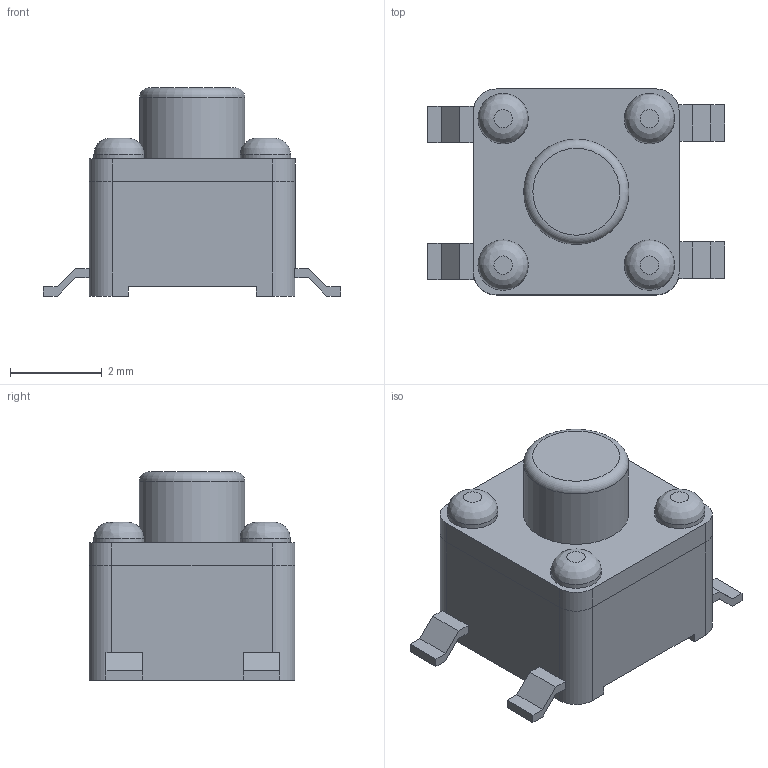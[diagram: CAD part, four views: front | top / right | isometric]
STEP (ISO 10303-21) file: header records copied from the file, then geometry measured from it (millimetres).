
FILE_DESCRIPTION(/* description */ (''),/* implementation_level */ '2;1');
FILE_NAME(/* name */ 'Tac Switch_4.5mm_H4.3mm.step',/* time_stamp */ '2024-10-15T11:44:34+06:00',/* author */ (''),/* organization */ (''),/* preprocessor_version */ 'ST-DEVELOPER v20',/* originating_system */ 'Autodesk Translation Framework v13.20.0.188',/* authorisation */ '');
FILE_SCHEMA (('AUTOMOTIVE_DESIGN { 1 0 10303 214 3 1 1 }'));
Length unit declared in the file: millimetre
Products named in the file (1): Tac Switch_4.5mm_H4.3mm
Bounding box: 6.49 x 4.5 x 4.55 mm (x, y, z)
Volume: 66 mm3; surface area: 173 mm2
Topology: 11 solids, 11 shells, 86 faces, 192 edges, 128 vertices
Faces by surface type: plane 68, cylinder 13, bspline 4, torus 1
Full cylindrical faces by diameter (mm): 1.1 x4, 2.3 x1
Entity records: 2511 total; most frequent: CARTESIAN_POINT 511, DIRECTION 401, ORIENTED_EDGE 384, EDGE_CURVE 192, LINE 149, VECTOR 149, VERTEX_POINT 128, AXIS2_PLACEMENT_3D 126
